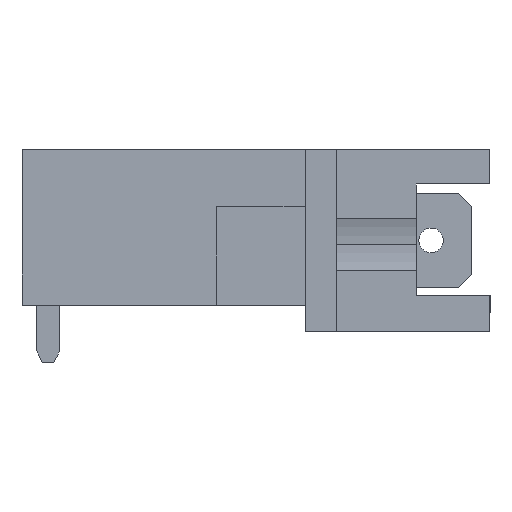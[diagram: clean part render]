
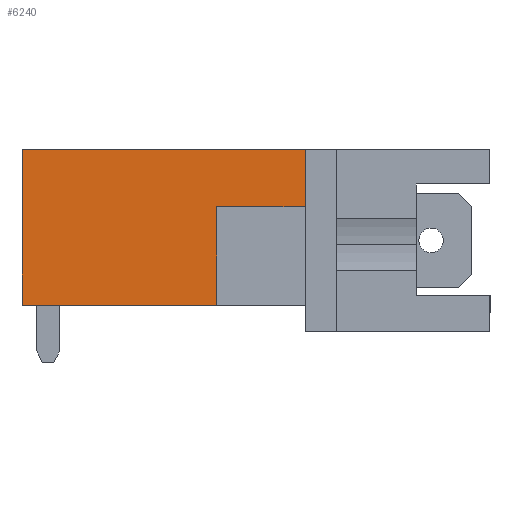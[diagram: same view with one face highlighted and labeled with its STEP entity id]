
A CAD part, front view. The second image highlights one B-rep face of the part: STEP entity #6240.
In plain terms, the highlighted planar face has unit normal (0, -1, 0).
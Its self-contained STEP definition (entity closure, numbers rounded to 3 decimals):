
#6057=CARTESIAN_POINT('',(15.7,-78.78,9.5));
#6058=VERTEX_POINT('',#6057);
#6065=CARTESIAN_POINT('',(15.7,-78.78,0.0));
#6066=VERTEX_POINT('',#6065);
#6067=CARTESIAN_POINT('',(15.7,-78.78,0.0));
#6068=DIRECTION('',(0.0,0.0,1.0));
#6069=VECTOR('',#6068,9.5);
#6070=LINE('',#6067,#6069);
#6071=EDGE_CURVE('',#6066,#6058,#6070,.T.);
#6210=CARTESIAN_POINT('',(15.7,-78.78,0.0));
#6211=DIRECTION('',(0.0,-1.0,0.0));
#6212=DIRECTION('',(0.0,0.0,1.0));
#6213=AXIS2_PLACEMENT_3D('',#6210,#6211,#6212);
#6214=PLANE('',#6213);
#6215=CARTESIAN_POINT('',(-1.6,-78.78,9.5));
#6216=VERTEX_POINT('',#6215);
#6217=CARTESIAN_POINT('',(15.7,-78.78,9.5));
#6218=DIRECTION('',(-1.0,0.0,0.0));
#6219=VECTOR('',#6218,17.3);
#6220=LINE('',#6217,#6219);
#6221=EDGE_CURVE('',#6058,#6216,#6220,.T.);
#6222=ORIENTED_EDGE('',*,*,#6221,.T.);
#6223=CARTESIAN_POINT('',(-1.6,-78.78,0.0));
#6224=VERTEX_POINT('',#6223);
#6225=CARTESIAN_POINT('',(-1.6,-78.78,0.0));
#6226=DIRECTION('',(0.0,0.0,1.0));
#6227=VECTOR('',#6226,9.5);
#6228=LINE('',#6225,#6227);
#6229=EDGE_CURVE('',#6224,#6216,#6228,.T.);
#6230=ORIENTED_EDGE('',*,*,#6229,.F.);
#6231=CARTESIAN_POINT('',(-1.6,-78.78,0.0));
#6232=DIRECTION('',(1.0,0.0,0.0));
#6233=VECTOR('',#6232,17.3);
#6234=LINE('',#6231,#6233);
#6235=EDGE_CURVE('',#6224,#6066,#6234,.T.);
#6236=ORIENTED_EDGE('',*,*,#6235,.T.);
#6237=ORIENTED_EDGE('',*,*,#6071,.T.);
#6238=EDGE_LOOP('',(#6222,#6230,#6236,#6237));
#6239=FACE_OUTER_BOUND('',#6238,.T.);
#6240=ADVANCED_FACE('',(#6239),#6214,.T.);
